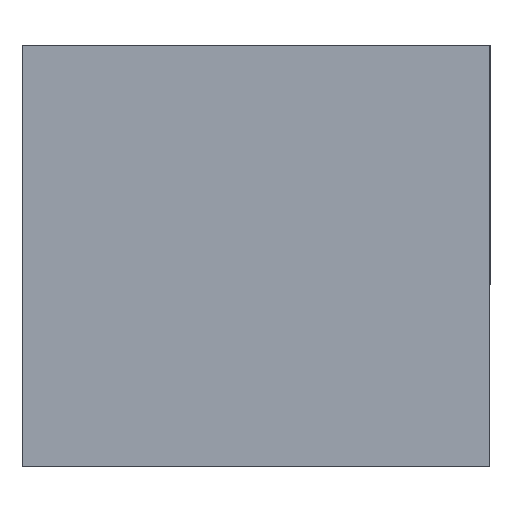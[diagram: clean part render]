
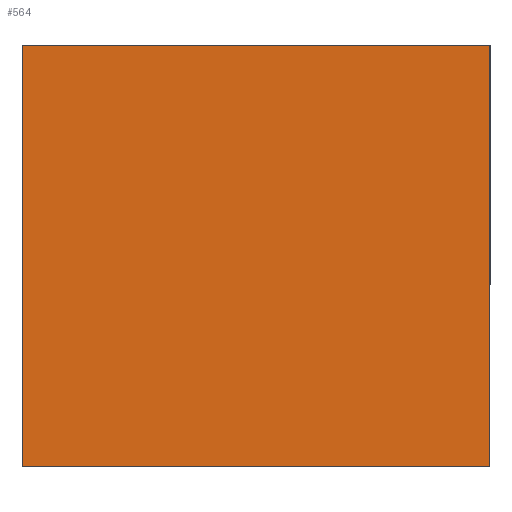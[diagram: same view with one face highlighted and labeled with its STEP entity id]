
A CAD part, left-side view. The second image highlights one B-rep face of the part: STEP entity #564.
In plain terms, the highlighted planar face has unit normal (-1, 0, 0).
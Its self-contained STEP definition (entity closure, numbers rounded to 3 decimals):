
#35=PLANE('',#621);
#66=FACE_OUTER_BOUND('',#96,.T.);
#96=EDGE_LOOP('',(#507,#508,#509,#510));
#148=LINE('',#903,#214);
#156=LINE('',#916,#222);
#162=LINE('',#933,#228);
#163=LINE('',#934,#229);
#214=VECTOR('',#737,10.);
#222=VECTOR('',#749,10.);
#228=VECTOR('',#769,10.);
#229=VECTOR('',#770,10.);
#287=VERTEX_POINT('',#900);
#288=VERTEX_POINT('',#902);
#291=VERTEX_POINT('',#914);
#295=VERTEX_POINT('',#932);
#355=EDGE_CURVE('',#288,#287,#148,.T.);
#363=EDGE_CURVE('',#291,#287,#156,.T.);
#371=EDGE_CURVE('',#288,#295,#162,.T.);
#372=EDGE_CURVE('',#295,#291,#163,.T.);
#507=ORIENTED_EDGE('',*,*,#371,.F.);
#508=ORIENTED_EDGE('',*,*,#355,.T.);
#509=ORIENTED_EDGE('',*,*,#363,.F.);
#510=ORIENTED_EDGE('',*,*,#372,.F.);
#564=ADVANCED_FACE('',(#66),#35,.T.);
#621=AXIS2_PLACEMENT_3D('',#931,#767,#768);
#737=DIRECTION('',(0.,0.,1.));
#749=DIRECTION('',(0.,-1.,0.));
#767=DIRECTION('center_axis',(-1.,0.,0.));
#768=DIRECTION('ref_axis',(0.,-1.,0.));
#769=DIRECTION('',(0.,1.,0.));
#770=DIRECTION('',(0.,0.,1.));
#900=CARTESIAN_POINT('',(0.,-10.,9.));
#902=CARTESIAN_POINT('',(0.,-10.,0.));
#903=CARTESIAN_POINT('',(0.,-10.,0.));
#914=CARTESIAN_POINT('',(0.,0.,9.));
#916=CARTESIAN_POINT('',(0.,-10.,9.));
#931=CARTESIAN_POINT('Origin',(0.,0.,0.));
#932=CARTESIAN_POINT('',(0.,0.,0.));
#933=CARTESIAN_POINT('',(0.,-10.,0.));
#934=CARTESIAN_POINT('',(0.,0.,0.));
